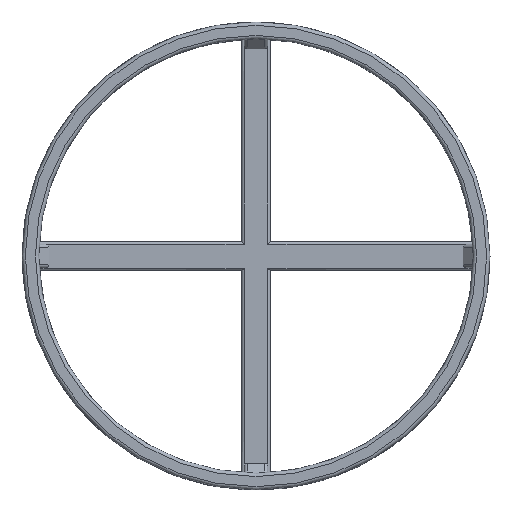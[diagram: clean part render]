
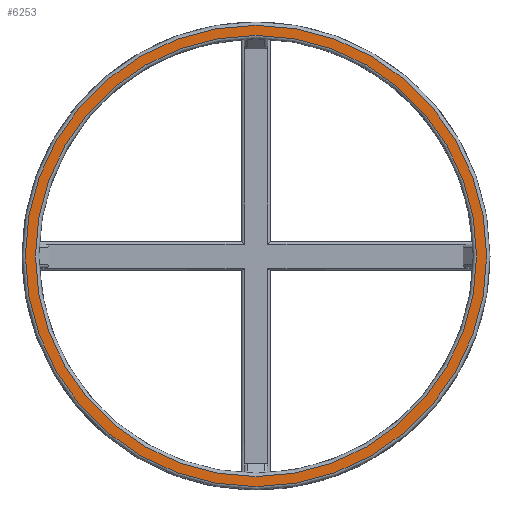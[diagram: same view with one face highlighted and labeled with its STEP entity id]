
A CAD part, top view. The second image highlights one B-rep face of the part: STEP entity #6253.
In plain terms, the highlighted planar face has unit normal (0, 0, 1).
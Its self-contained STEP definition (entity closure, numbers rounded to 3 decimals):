
#1274 = TOROIDAL_SURFACE('',#1275,65.75,1.);
#1275 = AXIS2_PLACEMENT_3D('',#1276,#1277,#1278);
#1276 = CARTESIAN_POINT('',(0.,0.,21.));
#1277 = DIRECTION('',(0.,0.,1.));
#1278 = DIRECTION('',(1.,0.,-0.));
#4885 = VERTEX_POINT('',#4886);
#4886 = CARTESIAN_POINT('',(65.75,0.,22.));
#4906 = EDGE_CURVE('',#4885,#4885,#4907,.T.);
#4907 = SURFACE_CURVE('',#4908,(#4913,#4920),.PCURVE_S1.);
#4908 = CIRCLE('',#4909,65.75);
#4909 = AXIS2_PLACEMENT_3D('',#4910,#4911,#4912);
#4910 = CARTESIAN_POINT('',(0.,0.,22.));
#4911 = DIRECTION('',(0.,0.,1.));
#4912 = DIRECTION('',(1.,0.,-0.));
#4913 = PCURVE('',#1274,#4914);
#4914 = DEFINITIONAL_REPRESENTATION('',(#4915),#4919);
#4915 = LINE('',#4916,#4917);
#4916 = CARTESIAN_POINT('',(0.,1.571));
#4917 = VECTOR('',#4918,1.);
#4918 = DIRECTION('',(1.,0.));
#4919 = ( GEOMETRIC_REPRESENTATION_CONTEXT(2) 
PARAMETRIC_REPRESENTATION_CONTEXT() REPRESENTATION_CONTEXT('2D SPACE',''
  ) );
#4920 = PCURVE('',#4921,#4926);
#4921 = PLANE('',#4922);
#4922 = AXIS2_PLACEMENT_3D('',#4923,#4924,#4925);
#4923 = CARTESIAN_POINT('',(0.,0.,22.)
  );
#4924 = DIRECTION('',(0.,0.,1.));
#4925 = DIRECTION('',(1.,0.,-0.));
#4926 = DEFINITIONAL_REPRESENTATION('',(#4927),#4931);
#4927 = CIRCLE('',#4928,65.75);
#4928 = AXIS2_PLACEMENT_2D('',#4929,#4930);
#4929 = CARTESIAN_POINT('',(0.,0.));
#4930 = DIRECTION('',(1.,0.));
#4931 = ( GEOMETRIC_REPRESENTATION_CONTEXT(2) 
PARAMETRIC_REPRESENTATION_CONTEXT() REPRESENTATION_CONTEXT('2D SPACE',''
  ) );
#6253 = ADVANCED_FACE('',(#6254,#6285),#4921,.T.);
#6254 = FACE_BOUND('',#6255,.T.);
#6255 = EDGE_LOOP('',(#6256));
#6256 = ORIENTED_EDGE('',*,*,#6257,.T.);
#6257 = EDGE_CURVE('',#6258,#6258,#6260,.T.);
#6258 = VERTEX_POINT('',#6259);
#6259 = CARTESIAN_POINT('',(68.75,0.,22.));
#6260 = SURFACE_CURVE('',#6261,(#6266,#6273),.PCURVE_S1.);
#6261 = CIRCLE('',#6262,68.75);
#6262 = AXIS2_PLACEMENT_3D('',#6263,#6264,#6265);
#6263 = CARTESIAN_POINT('',(0.,0.,22.));
#6264 = DIRECTION('',(0.,0.,1.));
#6265 = DIRECTION('',(1.,0.,-0.));
#6266 = PCURVE('',#4921,#6267);
#6267 = DEFINITIONAL_REPRESENTATION('',(#6268),#6272);
#6268 = CIRCLE('',#6269,68.75);
#6269 = AXIS2_PLACEMENT_2D('',#6270,#6271);
#6270 = CARTESIAN_POINT('',(0.,0.));
#6271 = DIRECTION('',(1.,0.));
#6272 = ( GEOMETRIC_REPRESENTATION_CONTEXT(2) 
PARAMETRIC_REPRESENTATION_CONTEXT() REPRESENTATION_CONTEXT('2D SPACE',''
  ) );
#6273 = PCURVE('',#6274,#6279);
#6274 = TOROIDAL_SURFACE('',#6275,68.75,1.);
#6275 = AXIS2_PLACEMENT_3D('',#6276,#6277,#6278);
#6276 = CARTESIAN_POINT('',(0.,0.,21.));
#6277 = DIRECTION('',(0.,0.,1.));
#6278 = DIRECTION('',(1.,0.,-0.));
#6279 = DEFINITIONAL_REPRESENTATION('',(#6280),#6284);
#6280 = LINE('',#6281,#6282);
#6281 = CARTESIAN_POINT('',(0.,1.571));
#6282 = VECTOR('',#6283,1.);
#6283 = DIRECTION('',(1.,0.));
#6284 = ( GEOMETRIC_REPRESENTATION_CONTEXT(2) 
PARAMETRIC_REPRESENTATION_CONTEXT() REPRESENTATION_CONTEXT('2D SPACE',''
  ) );
#6285 = FACE_BOUND('',#6286,.T.);
#6286 = EDGE_LOOP('',(#6287));
#6287 = ORIENTED_EDGE('',*,*,#4906,.F.);
